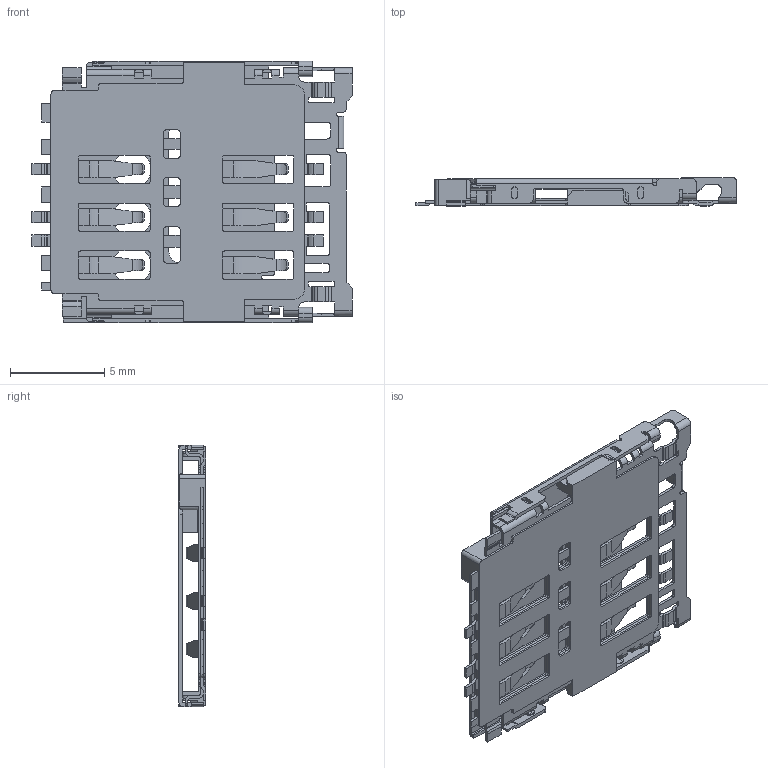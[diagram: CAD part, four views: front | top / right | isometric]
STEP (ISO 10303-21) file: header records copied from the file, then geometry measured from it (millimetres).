
FILE_DESCRIPTION (( 'STEP AP214' ), '1' );
FILE_NAME ('SIM, Micro, 78800001, ASSY.STEP', '2017-04-03T14:04:19', ( '' ), ( '' ), 'SwSTEP 2.0', 'SolidWorks 2016', '' );
FILE_SCHEMA (( 'AUTOMOTIVE_DESIGN' ));
Length unit declared in the file: inch
Products named in the file (4): SIM, Micro, 78800001, Lid; SIM, Micro, 78800001, Contacts; SIM, Micro, 78800001, Base; SIM, Micro, 78800001, ASSY
Assembly tree (3 placements, depth 2):
  SIM, Micro, 78800001, ASSY
    SIM, Micro, 78800001, Base
    SIM, Micro, 78800001, Contacts
    SIM, Micro, 78800001, Lid
Bounding box: 16.96 x 1.47 x 13.85 mm (x, y, z)
Volume: 89.5 mm3; surface area: 1254.8 mm2
Topology: 4 solids, 4 shells, 1036 faces, 3094 edges, 2061 vertices
Faces by surface type: plane 608, cylinder 428
Entity records: 35417 total; most frequent: CARTESIAN_POINT 6467, ORIENTED_EDGE 6188, DIRECTION 5913, EDGE_CURVE 3094, LINE 2219, VECTOR 2219, VERTEX_POINT 2061, AXIS2_PLACEMENT_3D 1847
